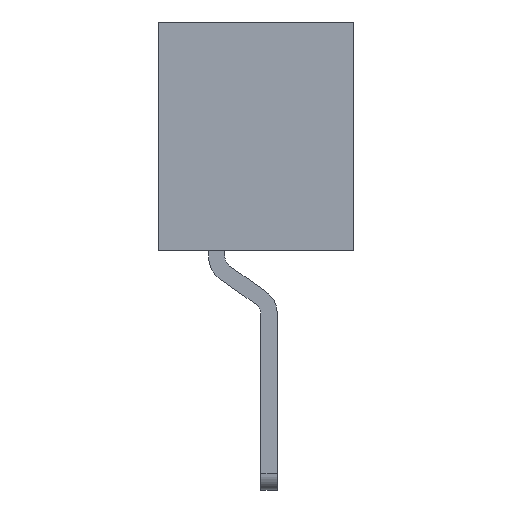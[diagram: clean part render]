
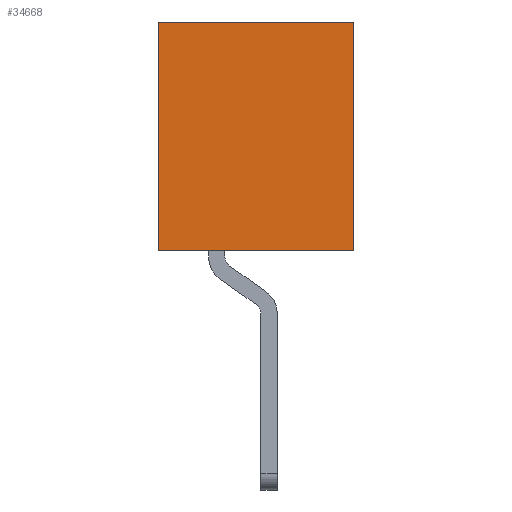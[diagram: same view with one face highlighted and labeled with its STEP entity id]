
A CAD part, left-side view. The second image highlights one B-rep face of the part: STEP entity #34668.
In plain terms, the highlighted planar face has unit normal (-1, 0, 0).
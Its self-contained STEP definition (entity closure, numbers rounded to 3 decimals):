
#64=CARTESIAN_POINT('',(-6.55,-0.9,2.1));
#65=VERTEX_POINT('',#64);
#88=CARTESIAN_POINT('',(-6.55,0.9,2.1));
#89=VERTEX_POINT('',#88);
#99=CARTESIAN_POINT('',(-6.55,0.9,2.1));
#100=CARTESIAN_POINT('',(-6.55,0.54,2.1));
#101=CARTESIAN_POINT('',(-6.55,0.18,2.1));
#102=CARTESIAN_POINT('',(-6.55,-0.18,2.1));
#103=CARTESIAN_POINT('',(-6.55,-0.54,2.1));
#104=CARTESIAN_POINT('',(-6.55,-0.9,2.1));
#105=B_SPLINE_CURVE_WITH_KNOTS('',5,(#99,#100,#101,#102,#103,#104),.UNSPECIFIED.,.F.,.U.,(6,6),(0.,1.8),.UNSPECIFIED.);
#106=EDGE_CURVE('',#89,#65,#105,.T.);
#34516=CARTESIAN_POINT('',(-6.55,-0.9,0.));
#34517=VERTEX_POINT('',#34516);
#34539=CARTESIAN_POINT('',(-6.55,-0.9,2.1));
#34540=CARTESIAN_POINT('',(-6.55,-0.9,1.68));
#34541=CARTESIAN_POINT('',(-6.55,-0.9,1.26));
#34542=CARTESIAN_POINT('',(-6.55,-0.9,0.84));
#34543=CARTESIAN_POINT('',(-6.55,-0.9,0.42));
#34544=CARTESIAN_POINT('',(-6.55,-0.9,0.));
#34545=B_SPLINE_CURVE_WITH_KNOTS('',5,(#34539,#34540,#34541,#34542,#34543,#34544),.UNSPECIFIED.,.F.,.U.,(6,6),(0.,2.1),.UNSPECIFIED.);
#34546=EDGE_CURVE('',#65,#34517,#34545,.T.);
#34605=CARTESIAN_POINT('',(-6.55,0.9,0.));
#34606=VERTEX_POINT('',#34605);
#34616=CARTESIAN_POINT('',(-6.55,0.9,0.));
#34617=CARTESIAN_POINT('',(-6.55,0.9,0.42));
#34618=CARTESIAN_POINT('',(-6.55,0.9,0.84));
#34619=CARTESIAN_POINT('',(-6.55,0.9,1.26));
#34620=CARTESIAN_POINT('',(-6.55,0.9,1.68));
#34621=CARTESIAN_POINT('',(-6.55,0.9,2.1));
#34622=B_SPLINE_CURVE_WITH_KNOTS('',5,(#34616,#34617,#34618,#34619,#34620,#34621),.UNSPECIFIED.,.F.,.U.,(6,6),(0.,2.1),.UNSPECIFIED.);
#34623=EDGE_CURVE('',#34606,#89,#34622,.T.);
#34630=CARTESIAN_POINT('',(-6.55,0.,1.05));
#34631=DIRECTION('',(0.,-1.,0.));
#34632=DIRECTION('',(-1.,0.,0.));
#34633=AXIS2_PLACEMENT_3D('',#34630,#34632,#34631);
#34634=PLANE('',#34633);
#34635=ORIENTED_EDGE('',*,*,#106,.F.);
#34636=ORIENTED_EDGE('',*,*,#34623,.F.);
#34637=CARTESIAN_POINT('',(-6.55,0.495,0.));
#34638=VERTEX_POINT('',#34637);
#34639=CARTESIAN_POINT('',(-6.55,0.9,0.));
#34640=CARTESIAN_POINT('',(-6.55,0.819,0.));
#34641=CARTESIAN_POINT('',(-6.55,0.738,0.));
#34642=CARTESIAN_POINT('',(-6.55,0.657,0.));
#34643=CARTESIAN_POINT('',(-6.55,0.576,0.));
#34644=CARTESIAN_POINT('',(-6.55,0.495,0.));
#34645=B_SPLINE_CURVE_WITH_KNOTS('',5,(#34639,#34640,#34641,#34642,#34643,#34644),.UNSPECIFIED.,.F.,.U.,(6,6),(0.,0.405),.UNSPECIFIED.);
#34646=EDGE_CURVE('',#34606,#34638,#34645,.T.);
#34647=ORIENTED_EDGE('',*,*,#34646,.T.);
#34648=CARTESIAN_POINT('',(-6.55,-0.495,0.));
#34649=VERTEX_POINT('',#34648);
#34650=CARTESIAN_POINT('',(-6.55,-0.495,0.));
#34651=DIRECTION('',(0.,1.,0.));
#34652=VECTOR('',#34651,0.99);
#34653=LINE('',#34650,#34652);
#34654=EDGE_CURVE('',#34649,#34638,#34653,.T.);
#34655=ORIENTED_EDGE('',*,*,#34654,.F.);
#34656=CARTESIAN_POINT('',(-6.55,-0.495,0.));
#34657=CARTESIAN_POINT('',(-6.55,-0.576,0.));
#34658=CARTESIAN_POINT('',(-6.55,-0.657,0.));
#34659=CARTESIAN_POINT('',(-6.55,-0.738,0.));
#34660=CARTESIAN_POINT('',(-6.55,-0.819,0.));
#34661=CARTESIAN_POINT('',(-6.55,-0.9,0.));
#34662=B_SPLINE_CURVE_WITH_KNOTS('',5,(#34656,#34657,#34658,#34659,#34660,#34661),.UNSPECIFIED.,.F.,.U.,(6,6),(0.,0.405),.UNSPECIFIED.);
#34663=EDGE_CURVE('',#34649,#34517,#34662,.T.);
#34664=ORIENTED_EDGE('',*,*,#34663,.T.);
#34665=ORIENTED_EDGE('',*,*,#34546,.F.);
#34666=EDGE_LOOP('',(#34635,#34636,#34647,#34655,#34664,#34665));
#34667=FACE_OUTER_BOUND('',#34666,.T.);
#34668=ADVANCED_FACE('',(#34667),#34634,.T.);
